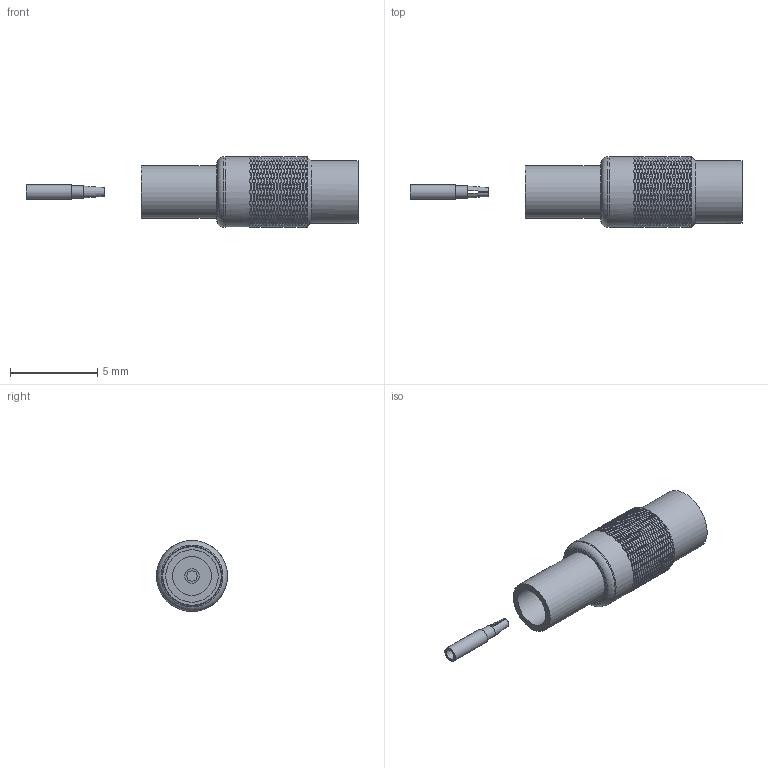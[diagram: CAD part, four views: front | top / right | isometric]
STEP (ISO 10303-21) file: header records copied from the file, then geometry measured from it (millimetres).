
FILE_DESCRIPTION(/* description */ ('Unknown'),/* implementation_level */ '2;1');
FILE_NAME(/* name */ '66029021110820',/* time_stamp */ '2019-03-20T16:36:37+01:00',/* author */ ('Unknown'),/* organization */ ('Unknown'),/* preprocessor_version */ 'ST-DEVELOPER v16.7',/* originating_system */ 'DEX',/* authorisation */ $);
FILE_SCHEMA (('AUTOMOTIVE_DESIGN {1 0 10303 214 3 1 1}'));
Products named in the file (1): 66029021110820
Bounding box: 19 x 4.06 x 4.06 mm (x, y, z)
Volume: 83.5 mm3; surface area: 346.6 mm2
Topology: 2 solids, 2 shells, 4080 faces, 8181 edges, 4111 vertices
Faces by surface type: bspline 3202, cylinder 811, plane 56, cone 10, torus 1
Full cylindrical faces by diameter (mm): 0.6 x1, 0.7 x2, 0.85 x1, 1.56 x1, 2.24 x1, 2.9 x1, 3 x1, 3.5 x1, 3.6 x1, 4.06 x1
Entity records: 237276 total; most frequent: CARTESIAN_POINT 160615, ORIENTED_EDGE 16306, EDGE_CURVE 8153, EDGE_LOOP 4108, FACE_BOUND 4108, VERTEX_POINT 4103, ADVANCED_FACE 4080, STYLED_ITEM 4064
